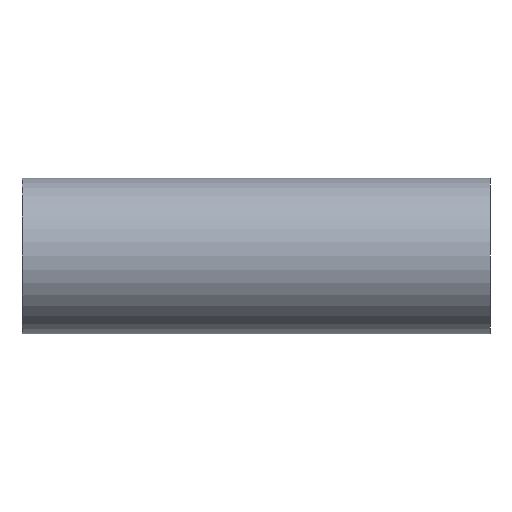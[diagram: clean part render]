
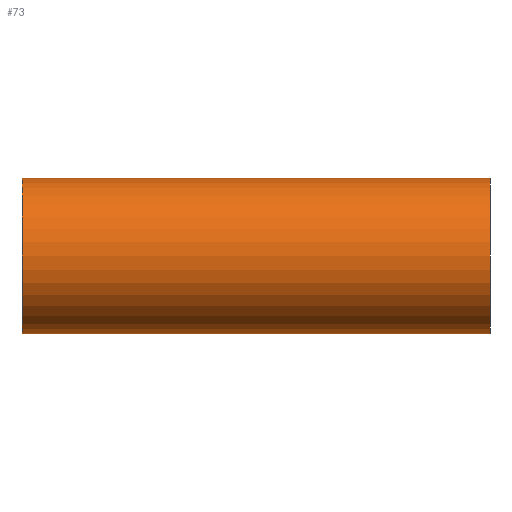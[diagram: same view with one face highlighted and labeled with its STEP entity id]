
A CAD part, left-side view. The second image highlights one B-rep face of the part: STEP entity #73.
In plain terms, the highlighted cylindrical face has radius 12.696 mm (diameter 25.392 mm), a partial arc.
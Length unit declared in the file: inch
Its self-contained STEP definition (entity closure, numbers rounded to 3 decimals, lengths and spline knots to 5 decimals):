
#6 = ORIENTED_EDGE ( 'NONE', *, *, #246, .T. ) ;
#10 = VERTEX_POINT ( 'NONE', #242 ) ;
#15 = VECTOR ( 'NONE', #85, 39.37008 ) ;
#24 = ORIENTED_EDGE ( 'NONE', *, *, #239, .T. ) ;
#28 = VERTEX_POINT ( 'NONE', #245 ) ;
#46 = CIRCLE ( 'NONE', #187, 0.49985 ) ;
#50 = CARTESIAN_POINT ( 'NONE',  ( 0., 0., 0. ) ) ;
#69 = DIRECTION ( 'NONE',  ( 0., 1., 0. ) ) ;
#73 = ADVANCED_FACE ( 'NONE', ( #178 ), #121, .T. ) ;
#83 = CARTESIAN_POINT ( 'NONE',  ( 0., 0., -0.49985 ) ) ;
#84 = VECTOR ( 'NONE', #179, 39.37008 ) ;
#85 = DIRECTION ( 'NONE',  ( 0., -1., 0. ) ) ;
#99 = VERTEX_POINT ( 'NONE', #83 ) ;
#102 = CIRCLE ( 'NONE', #185, 0.49985 ) ;
#103 = CARTESIAN_POINT ( 'NONE',  ( 0., 3., 0. ) ) ;
#104 = LINE ( 'NONE', #123, #84 ) ;
#106 = DIRECTION ( 'NONE',  ( 0., 0., -1. ) ) ;
#119 = VERTEX_POINT ( 'NONE', #148 ) ;
#121 = CYLINDRICAL_SURFACE ( 'NONE', #216, 0.49985 ) ;
#123 = CARTESIAN_POINT ( 'NONE',  ( 0., 3., 0.49985 ) ) ;
#136 = EDGE_LOOP ( 'NONE', ( #227, #252, #6, #24 ) ) ;
#141 = LINE ( 'NONE', #212, #15 ) ;
#143 = DIRECTION ( 'NONE',  ( 0., 1., 0. ) ) ;
#146 = CARTESIAN_POINT ( 'NONE',  ( 0., 3., 0. ) ) ;
#148 = CARTESIAN_POINT ( 'NONE',  ( 0., 3., 0.49985 ) ) ;
#163 = DIRECTION ( 'NONE',  ( 0., 0., 1. ) ) ;
#178 = FACE_OUTER_BOUND ( 'NONE', #136, .T. ) ;
#179 = DIRECTION ( 'NONE',  ( 0., -1., 0. ) ) ;
#184 = DIRECTION ( 'NONE',  ( 0., -1., 0. ) ) ;
#185 = AXIS2_PLACEMENT_3D ( 'NONE', #50, #69, #251 ) ;
#187 = AXIS2_PLACEMENT_3D ( 'NONE', #146, #143, #163 ) ;
#191 = EDGE_CURVE ( 'NONE', #119, #28, #104, .T. ) ;
#212 = CARTESIAN_POINT ( 'NONE',  ( 0., 3., -0.49985 ) ) ;
#216 = AXIS2_PLACEMENT_3D ( 'NONE', #103, #184, #106 ) ;
#227 = ORIENTED_EDGE ( 'NONE', *, *, #191, .F. ) ;
#238 = EDGE_CURVE ( 'NONE', #10, #119, #46, .T. ) ;
#239 = EDGE_CURVE ( 'NONE', #99, #28, #102, .T. ) ;
#242 = CARTESIAN_POINT ( 'NONE',  ( 0., 3., -0.49985 ) ) ;
#245 = CARTESIAN_POINT ( 'NONE',  ( 0., 0., 0.49985 ) ) ;
#246 = EDGE_CURVE ( 'NONE', #10, #99, #141, .T. ) ;
#251 = DIRECTION ( 'NONE',  ( 0., 0., 1. ) ) ;
#252 = ORIENTED_EDGE ( 'NONE', *, *, #238, .F. ) ;
